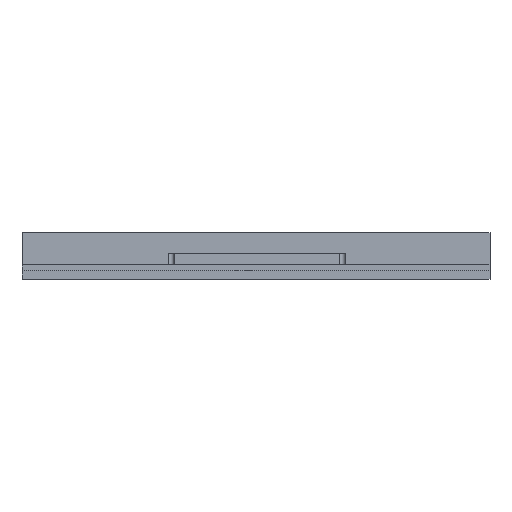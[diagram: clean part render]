
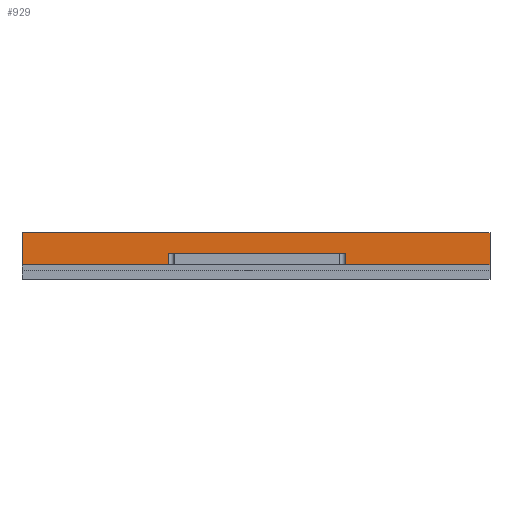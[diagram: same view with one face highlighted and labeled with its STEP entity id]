
A CAD part, front view. The second image highlights one B-rep face of the part: STEP entity #929.
In plain terms, the highlighted planar face has unit normal (0, -1, 0).
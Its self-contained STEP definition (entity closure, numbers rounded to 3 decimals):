
#91 = CARTESIAN_POINT ( 'NONE',  ( 55.248, -38., 2.5 ) ) ;
#115 = CARTESIAN_POINT ( 'NONE',  ( 0., -38., 2.5 ) ) ;
#284 = CARTESIAN_POINT ( 'NONE',  ( 25., -38., 4.5 ) ) ;
#308 = EDGE_CURVE ( 'NONE', #634, #1562, #2153, .T. ) ;
#361 = LINE ( 'NONE', #1634, #364 ) ;
#364 = VECTOR ( 'NONE', #3335, 1000. ) ;
#377 = CARTESIAN_POINT ( 'NONE',  ( 80., -38., 8. ) ) ;
#408 = LINE ( 'NONE', #2918, #1723 ) ;
#435 = DIRECTION ( 'NONE',  ( -1., 0., 0. ) ) ;
#479 = VERTEX_POINT ( 'NONE', #590 ) ;
#486 = LINE ( 'NONE', #971, #3390 ) ;
#492 = CARTESIAN_POINT ( 'NONE',  ( 55.248, -38., 4.5 ) ) ;
#536 = VECTOR ( 'NONE', #2079, 1000. ) ;
#559 = ORIENTED_EDGE ( 'NONE', *, *, #1013, .T. ) ;
#590 = CARTESIAN_POINT ( 'NONE',  ( 25., -38., 2.5 ) ) ;
#634 = VERTEX_POINT ( 'NONE', #377 ) ;
#679 = VERTEX_POINT ( 'NONE', #2671 ) ;
#710 = VECTOR ( 'NONE', #1007, 1000. ) ;
#713 = CARTESIAN_POINT ( 'NONE',  ( 80., -38., 2.5 ) ) ;
#807 = VERTEX_POINT ( 'NONE', #91 ) ;
#895 = EDGE_CURVE ( 'NONE', #3028, #1094, #486, .T. ) ;
#911 = LINE ( 'NONE', #284, #950 ) ;
#929 = ADVANCED_FACE ( 'NONE', ( #2776 ), #994, .T. ) ;
#950 = VECTOR ( 'NONE', #2253, 1000. ) ;
#971 = CARTESIAN_POINT ( 'NONE',  ( 25., -38., 4.5 ) ) ;
#994 = PLANE ( 'NONE',  #3098 ) ;
#1007 = DIRECTION ( 'NONE',  ( 1., 0., 0. ) ) ;
#1013 = EDGE_CURVE ( 'NONE', #807, #1562, #1020, .T. ) ;
#1020 = LINE ( 'NONE', #2685, #710 ) ;
#1072 = VECTOR ( 'NONE', #435, 1000. ) ;
#1094 = VERTEX_POINT ( 'NONE', #492 ) ;
#1218 = CARTESIAN_POINT ( 'NONE',  ( 55.248, -38., 4.5 ) ) ;
#1221 = ORIENTED_EDGE ( 'NONE', *, *, #3353, .T. ) ;
#1275 = DIRECTION ( 'NONE',  ( 1., 0., 0. ) ) ;
#1314 = CARTESIAN_POINT ( 'NONE',  ( 80., -38., 8. ) ) ;
#1430 = VERTEX_POINT ( 'NONE', #115 ) ;
#1459 = EDGE_CURVE ( 'NONE', #1094, #807, #3619, .T. ) ;
#1562 = VERTEX_POINT ( 'NONE', #713 ) ;
#1578 = EDGE_CURVE ( 'NONE', #634, #679, #1651, .T. ) ;
#1634 = CARTESIAN_POINT ( 'NONE',  ( 0., -38., 8. ) ) ;
#1651 = LINE ( 'NONE', #1843, #1072 ) ;
#1723 = VECTOR ( 'NONE', #3211, 1000. ) ;
#1757 = EDGE_CURVE ( 'NONE', #3028, #479, #911, .T. ) ;
#1789 = DIRECTION ( 'NONE',  ( 0., -1., 0. ) ) ;
#1825 = DIRECTION ( 'NONE',  ( 1., 0., 0. ) ) ;
#1843 = CARTESIAN_POINT ( 'NONE',  ( 80., -38., 8. ) ) ;
#1871 = ORIENTED_EDGE ( 'NONE', *, *, #308, .F. ) ;
#1958 = ORIENTED_EDGE ( 'NONE', *, *, #1578, .T. ) ;
#2079 = DIRECTION ( 'NONE',  ( 0., 0., -1. ) ) ;
#2153 = LINE ( 'NONE', #1314, #2941 ) ;
#2253 = DIRECTION ( 'NONE',  ( 0., 0., -1. ) ) ;
#2456 = DIRECTION ( 'NONE',  ( 0., 0., -1. ) ) ;
#2647 = CARTESIAN_POINT ( 'NONE',  ( 80., -38., 8. ) ) ;
#2671 = CARTESIAN_POINT ( 'NONE',  ( 0., -38., 8. ) ) ;
#2685 = CARTESIAN_POINT ( 'NONE',  ( 0., -38., 2.5 ) ) ;
#2712 = ORIENTED_EDGE ( 'NONE', *, *, #1757, .F. ) ;
#2776 = FACE_OUTER_BOUND ( 'NONE', #3346, .T. ) ;
#2783 = ORIENTED_EDGE ( 'NONE', *, *, #1459, .T. ) ;
#2895 = ORIENTED_EDGE ( 'NONE', *, *, #895, .T. ) ;
#2918 = CARTESIAN_POINT ( 'NONE',  ( 0., -38., 2.5 ) ) ;
#2941 = VECTOR ( 'NONE', #2456, 1000. ) ;
#3028 = VERTEX_POINT ( 'NONE', #3040 ) ;
#3036 = EDGE_CURVE ( 'NONE', #679, #1430, #361, .T. ) ;
#3040 = CARTESIAN_POINT ( 'NONE',  ( 25., -38., 4.5 ) ) ;
#3098 = AXIS2_PLACEMENT_3D ( 'NONE', #2647, #1789, #1275 ) ;
#3206 = ORIENTED_EDGE ( 'NONE', *, *, #3036, .T. ) ;
#3211 = DIRECTION ( 'NONE',  ( 1., 0., 0. ) ) ;
#3335 = DIRECTION ( 'NONE',  ( 0., 0., -1. ) ) ;
#3346 = EDGE_LOOP ( 'NONE', ( #1221, #2712, #2895, #2783, #559, #1871, #1958, #3206 ) ) ;
#3353 = EDGE_CURVE ( 'NONE', #1430, #479, #408, .T. ) ;
#3390 = VECTOR ( 'NONE', #1825, 1000. ) ;
#3619 = LINE ( 'NONE', #1218, #536 ) ;
